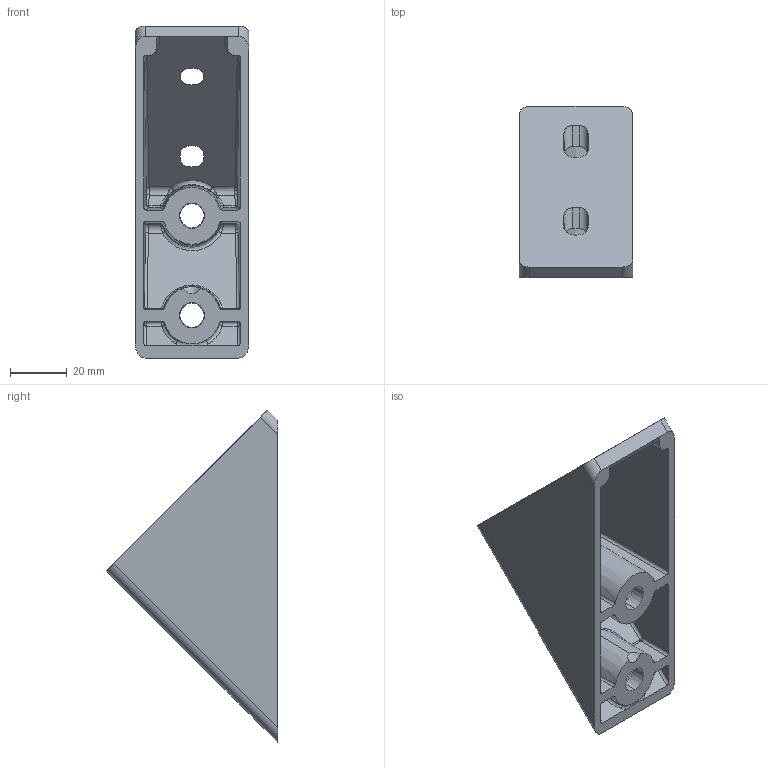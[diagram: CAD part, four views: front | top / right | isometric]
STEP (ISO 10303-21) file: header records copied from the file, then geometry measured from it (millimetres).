
FILE_DESCRIPTION (( 'STEP AP214' ), '1' );
FILE_NAME ('7128225', '2019-01-30T08:48:36', ( '' ), ('JUGARD+KÜNSTNER GmbH'), 'SwSTEP 2.0', 'SolidWorks 2017', '' );
FILE_SCHEMA (( 'AUTOMOTIVE_DESIGN' ));
Length unit declared in the file: millimetre
Products named in the file (1): 7128225
Bounding box: 40 x 60.1 x 116.67 mm (x, y, z)
Volume: 53477.9 mm3; surface area: 31183.6 mm2
Topology: 1 solids, 1 shells, 150 faces, 372 edges, 226 vertices
Faces by surface type: cylinder 51, bspline 43, plane 40, cone 16
Entity records: 6738 total; most frequent: CARTESIAN_POINT 3569, ORIENTED_EDGE 744, DIRECTION 531, EDGE_CURVE 372, VERTEX_POINT 226, AXIS2_PLACEMENT_3D 187, EDGE_LOOP 164, VECTOR 157
